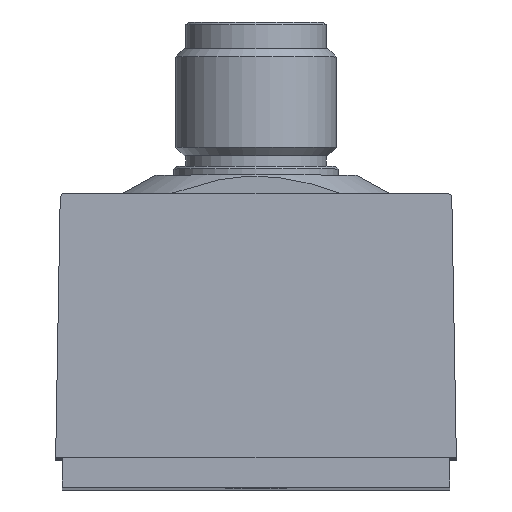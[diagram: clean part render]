
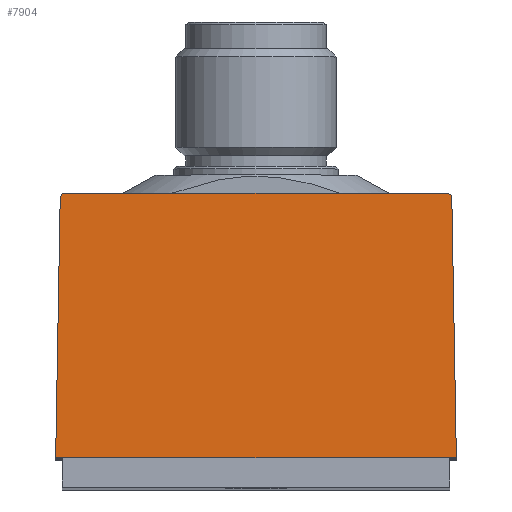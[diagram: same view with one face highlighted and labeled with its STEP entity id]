
A CAD part, top view. The second image highlights one B-rep face of the part: STEP entity #7904.
In plain terms, the highlighted planar face has unit normal (0, 0.018, 1).
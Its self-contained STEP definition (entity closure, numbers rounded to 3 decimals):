
#70=ELLIPSE('',#8338,0.4,0.4);
#71=ELLIPSE('',#8348,0.4,0.4);
#175=LINE('',#10662,#644);
#261=LINE('',#11324,#730);
#327=LINE('',#11538,#796);
#337=LINE('',#11576,#806);
#644=VECTOR('',#8934,1000.);
#730=VECTOR('',#9204,1000.);
#796=VECTOR('',#9352,1000.);
#806=VECTOR('',#9384,1000.);
#1184=PLANE('',#8358);
#1894=ORIENTED_EDGE('',*,*,#3384,.F.);
#1895=ORIENTED_EDGE('',*,*,#3387,.T.);
#1896=ORIENTED_EDGE('',*,*,#3397,.F.);
#1897=ORIENTED_EDGE('',*,*,#3404,.F.);
#1898=ORIENTED_EDGE('',*,*,#3076,.T.);
#1899=ORIENTED_EDGE('',*,*,#3294,.F.);
#3076=EDGE_CURVE('',#3885,#3884,#175,.T.);
#3294=EDGE_CURVE('',#4073,#3884,#261,.T.);
#3384=EDGE_CURVE('',#4128,#4073,#70,.T.);
#3387=EDGE_CURVE('',#4128,#4130,#327,.T.);
#3397=EDGE_CURVE('',#4136,#4130,#71,.T.);
#3404=EDGE_CURVE('',#3885,#4136,#337,.T.);
#3884=VERTEX_POINT('',#10661);
#3885=VERTEX_POINT('',#10663);
#4073=VERTEX_POINT('',#11323);
#4128=VERTEX_POINT('',#11531);
#4130=VERTEX_POINT('',#11537);
#4136=VERTEX_POINT('',#11561);
#4619=EDGE_LOOP('',(#1894,#1895,#1896,#1897,#1898,#1899));
#5018=FACE_BOUND('',#4619,.T.);
#7904=ADVANCED_FACE('',(#5018),#1184,.F.);
#8338=AXIS2_PLACEMENT_3D('',#11532,#9346,#9347);
#8348=AXIS2_PLACEMENT_3D('',#11562,#9374,#9375);
#8358=AXIS2_PLACEMENT_3D('',#11598,#9407,#9408);
#8934=DIRECTION('',(1.,0.,0.));
#9204=DIRECTION('',(0.017,-1.,0.017));
#9346=DIRECTION('',(0.,-0.017,-1.));
#9347=DIRECTION('',(0.,1.,-0.017));
#9352=DIRECTION('',(-1.,0.,0.));
#9374=DIRECTION('',(0.,-0.017,-1.));
#9375=DIRECTION('',(0.,1.,-0.017));
#9384=DIRECTION('',(0.017,1.,-0.017));
#9407=DIRECTION('',(0.,-0.017,-1.));
#9408=DIRECTION('',(0.,1.,-0.017));
#10661=CARTESIAN_POINT('',(15.,2.2,125.85));
#10662=CARTESIAN_POINT('',(-15.,2.2,125.85));
#10663=CARTESIAN_POINT('',(-15.,2.2,125.85));
#11323=CARTESIAN_POINT('',(14.661,21.607,125.511));
#11324=CARTESIAN_POINT('',(15.,2.2,125.85));
#11531=CARTESIAN_POINT('',(14.261,22.,125.504));
#11532=CARTESIAN_POINT('',(14.261,21.6,125.511));
#11537=CARTESIAN_POINT('',(-14.261,22.,125.504));
#11538=CARTESIAN_POINT('',(15.,22.,125.504));
#11561=CARTESIAN_POINT('',(-14.661,21.607,125.511));
#11562=CARTESIAN_POINT('',(-14.261,21.6,125.511));
#11576=CARTESIAN_POINT('',(-14.661,21.601,125.511));
#11598=CARTESIAN_POINT('',(15.,22.,125.504));
